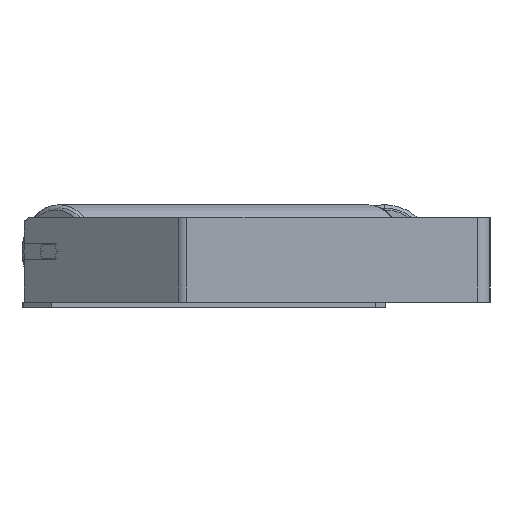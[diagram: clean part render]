
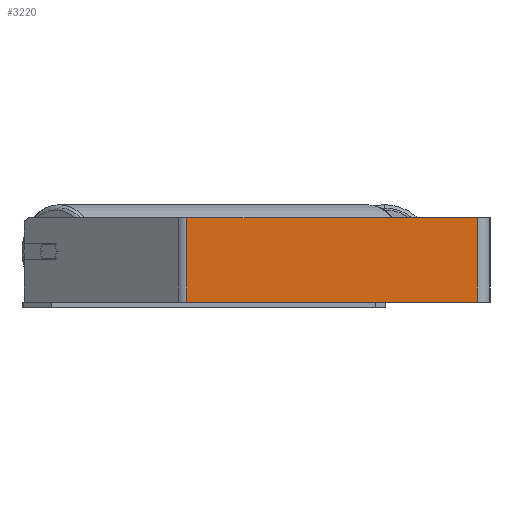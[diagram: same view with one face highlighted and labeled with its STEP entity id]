
A CAD part, left-side view. The second image highlights one B-rep face of the part: STEP entity #3220.
In plain terms, the highlighted planar face has unit normal (-1, 0, 0).
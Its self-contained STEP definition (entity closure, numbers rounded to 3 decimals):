
#201 = PLANE ( 'NONE',  #3102 ) ;
#271 = VECTOR ( 'NONE', #9246, 1000. ) ;
#284 = DIRECTION ( 'NONE',  ( 0., 0., -1. ) ) ;
#899 = LINE ( 'NONE', #6596, #3359 ) ;
#924 = EDGE_CURVE ( 'NONE', #7586, #6381, #899, .T. ) ;
#1381 = ORIENTED_EDGE ( 'NONE', *, *, #5959, .F. ) ;
#1553 = CARTESIAN_POINT ( 'NONE',  ( -745., 288.09, -40. ) ) ;
#1586 = VERTEX_POINT ( 'NONE', #3539 ) ;
#1738 = DIRECTION ( 'NONE',  ( 1., 0., 0. ) ) ;
#2181 = LINE ( 'NONE', #5084, #8162 ) ;
#2508 = ORIENTED_EDGE ( 'NONE', *, *, #8477, .F. ) ;
#3102 = AXIS2_PLACEMENT_3D ( 'NONE', #8872, #1738, #5357 ) ;
#3175 = FACE_OUTER_BOUND ( 'NONE', #5257, .T. ) ;
#3220 = ADVANCED_FACE ( 'NONE', ( #3175 ), #201, .F. ) ;
#3359 = VECTOR ( 'NONE', #284, 1000. ) ;
#3539 = CARTESIAN_POINT ( 'NONE',  ( -745., 12., -40. ) ) ;
#3847 = CARTESIAN_POINT ( 'NONE',  ( -745., 12., 40. ) ) ;
#4949 = CARTESIAN_POINT ( 'NONE',  ( -745., 12., 40. ) ) ;
#5084 = CARTESIAN_POINT ( 'NONE',  ( -745., 292.458, 40. ) ) ;
#5257 = EDGE_LOOP ( 'NONE', ( #8618, #1381, #2508, #7125 ) ) ;
#5357 = DIRECTION ( 'NONE',  ( 0., 1., 0. ) ) ;
#5631 = CARTESIAN_POINT ( 'NONE',  ( -745., 292.458, -40. ) ) ;
#5959 = EDGE_CURVE ( 'NONE', #6164, #1586, #8562, .T. ) ;
#6164 = VERTEX_POINT ( 'NONE', #3847 ) ;
#6341 = LINE ( 'NONE', #5631, #271 ) ;
#6381 = VERTEX_POINT ( 'NONE', #1553 ) ;
#6505 = CARTESIAN_POINT ( 'NONE',  ( -745., 288.09, 40. ) ) ;
#6596 = CARTESIAN_POINT ( 'NONE',  ( -745., 288.09, 40. ) ) ;
#7125 = ORIENTED_EDGE ( 'NONE', *, *, #924, .T. ) ;
#7509 = VECTOR ( 'NONE', #7854, 1000. ) ;
#7586 = VERTEX_POINT ( 'NONE', #6505 ) ;
#7854 = DIRECTION ( 'NONE',  ( 0., 0., -1. ) ) ;
#7978 = DIRECTION ( 'NONE',  ( 0., -1., 0. ) ) ;
#8162 = VECTOR ( 'NONE', #7978, 1000. ) ;
#8477 = EDGE_CURVE ( 'NONE', #7586, #6164, #2181, .T. ) ;
#8562 = LINE ( 'NONE', #4949, #7509 ) ;
#8618 = ORIENTED_EDGE ( 'NONE', *, *, #9072, .T. ) ;
#8872 = CARTESIAN_POINT ( 'NONE',  ( -745., 292.458, 40. ) ) ;
#9072 = EDGE_CURVE ( 'NONE', #6381, #1586, #6341, .T. ) ;
#9246 = DIRECTION ( 'NONE',  ( 0., -1., 0. ) ) ;
